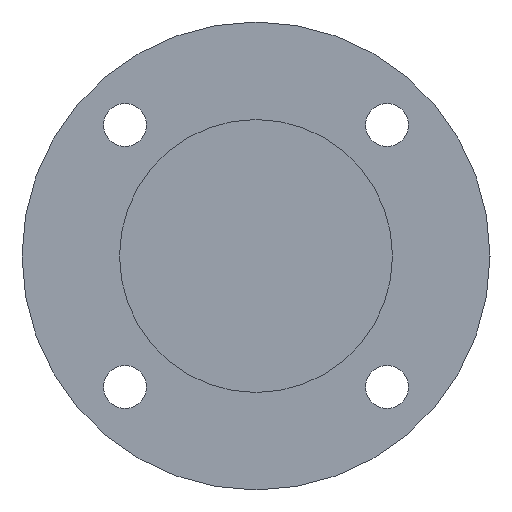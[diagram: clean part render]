
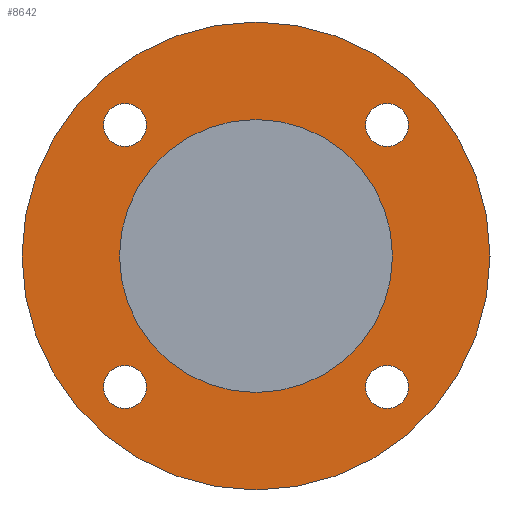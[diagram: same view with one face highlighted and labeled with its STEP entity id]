
A CAD part, left-side view. The second image highlights one B-rep face of the part: STEP entity #8642.
In plain terms, the highlighted planar face has unit normal (-1, 0, 0).
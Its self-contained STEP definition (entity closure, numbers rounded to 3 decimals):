
#88 = CIRCLE ( 'NONE', #8855, 5.5 ) ;
#192 = EDGE_LOOP ( 'NONE', ( #2505 ) ) ;
#249 = EDGE_LOOP ( 'NONE', ( #7579 ) ) ;
#277 = DIRECTION ( 'NONE',  ( 0., 0., 1. ) ) ;
#294 = AXIS2_PLACEMENT_3D ( 'NONE', #5571, #8324, #8366 ) ;
#334 = CARTESIAN_POINT ( 'NONE',  ( -30., 0., 35. ) ) ;
#463 = DIRECTION ( 'NONE',  ( 1., 0., 0. ) ) ;
#653 = CARTESIAN_POINT ( 'NONE',  ( -30., 33.588, 39.088 ) ) ;
#668 = CARTESIAN_POINT ( 'NONE',  ( -30., 33.588, 33.588 ) ) ;
#843 = DIRECTION ( 'NONE',  ( 0., 0., 1. ) ) ;
#848 = EDGE_LOOP ( 'NONE', ( #8787 ) ) ;
#903 = DIRECTION ( 'NONE',  ( 0., 0., 1. ) ) ;
#1057 = VERTEX_POINT ( 'NONE', #334 ) ;
#1203 = CARTESIAN_POINT ( 'NONE',  ( -30., 0., 60. ) ) ;
#1223 = CIRCLE ( 'NONE', #3774, 5.5 ) ;
#1545 = DIRECTION ( 'NONE',  ( 0., 0., 1. ) ) ;
#1571 = EDGE_CURVE ( 'NONE', #5003, #5003, #7777, .T. ) ;
#1591 = FACE_BOUND ( 'NONE', #2319, .T. ) ;
#1743 = EDGE_LOOP ( 'NONE', ( #2535 ) ) ;
#2225 = FACE_BOUND ( 'NONE', #4748, .T. ) ;
#2257 = DIRECTION ( 'NONE',  ( 1., 0., 0. ) ) ;
#2319 = EDGE_LOOP ( 'NONE', ( #4901 ) ) ;
#2505 = ORIENTED_EDGE ( 'NONE', *, *, #4160, .T. ) ;
#2535 = ORIENTED_EDGE ( 'NONE', *, *, #8381, .T. ) ;
#2547 = VERTEX_POINT ( 'NONE', #7980 ) ;
#2906 = VERTEX_POINT ( 'NONE', #653 ) ;
#3072 = CARTESIAN_POINT ( 'NONE',  ( -30., -33.588, -33.588 ) ) ;
#3169 = CARTESIAN_POINT ( 'NONE',  ( -30., -33.588, 33.588 ) ) ;
#3550 = DIRECTION ( 'NONE',  ( -1., 0., 0. ) ) ;
#3774 = AXIS2_PLACEMENT_3D ( 'NONE', #3169, #463, #4584 ) ;
#3848 = EDGE_CURVE ( 'NONE', #1057, #1057, #6177, .T. ) ;
#3898 = AXIS2_PLACEMENT_3D ( 'NONE', #8499, #2257, #903 ) ;
#3959 = ORIENTED_EDGE ( 'NONE', *, *, #1571, .T. ) ;
#4008 = AXIS2_PLACEMENT_3D ( 'NONE', #4939, #7729, #8331 ) ;
#4041 = VERTEX_POINT ( 'NONE', #4913 ) ;
#4050 = DIRECTION ( 'NONE',  ( 1., 0., 0. ) ) ;
#4160 = EDGE_CURVE ( 'NONE', #8712, #8712, #4446, .T. ) ;
#4205 = FACE_BOUND ( 'NONE', #848, .T. ) ;
#4306 = FACE_BOUND ( 'NONE', #1743, .T. ) ;
#4350 = AXIS2_PLACEMENT_3D ( 'NONE', #6980, #3550, #1545 ) ;
#4446 = CIRCLE ( 'NONE', #294, 60. ) ;
#4584 = DIRECTION ( 'NONE',  ( 0., 0., 1. ) ) ;
#4748 = EDGE_LOOP ( 'NONE', ( #3959 ) ) ;
#4901 = ORIENTED_EDGE ( 'NONE', *, *, #5445, .T. ) ;
#4913 = CARTESIAN_POINT ( 'NONE',  ( -30., -33.588, 39.088 ) ) ;
#4939 = CARTESIAN_POINT ( 'NONE',  ( -30., 0., 0. ) ) ;
#5003 = VERTEX_POINT ( 'NONE', #6495 ) ;
#5445 = EDGE_CURVE ( 'NONE', #2547, #2547, #5480, .T. ) ;
#5480 = CIRCLE ( 'NONE', #7073, 5.5 ) ;
#5571 = CARTESIAN_POINT ( 'NONE',  ( -30., 0., 0. ) ) ;
#6177 = CIRCLE ( 'NONE', #4008, 35. ) ;
#6427 = FACE_OUTER_BOUND ( 'NONE', #192, .T. ) ;
#6432 = DIRECTION ( 'NONE',  ( 1., 0., 0. ) ) ;
#6495 = CARTESIAN_POINT ( 'NONE',  ( -30., 33.588, -28.088 ) ) ;
#6980 = CARTESIAN_POINT ( 'NONE',  ( -30., 0., 60. ) ) ;
#7073 = AXIS2_PLACEMENT_3D ( 'NONE', #3072, #6432, #277 ) ;
#7579 = ORIENTED_EDGE ( 'NONE', *, *, #8169, .T. ) ;
#7729 = DIRECTION ( 'NONE',  ( -1., 0., 0. ) ) ;
#7734 = PLANE ( 'NONE',  #4350 ) ;
#7777 = CIRCLE ( 'NONE', #3898, 5.5 ) ;
#7822 = FACE_BOUND ( 'NONE', #249, .T. ) ;
#7980 = CARTESIAN_POINT ( 'NONE',  ( -30., -33.588, -28.088 ) ) ;
#8169 = EDGE_CURVE ( 'NONE', #2906, #2906, #88, .T. ) ;
#8324 = DIRECTION ( 'NONE',  ( -1., 0., 0. ) ) ;
#8331 = DIRECTION ( 'NONE',  ( 0., 0., 1. ) ) ;
#8366 = DIRECTION ( 'NONE',  ( 0., 0., 1. ) ) ;
#8381 = EDGE_CURVE ( 'NONE', #4041, #4041, #1223, .T. ) ;
#8499 = CARTESIAN_POINT ( 'NONE',  ( -30., 33.588, -33.588 ) ) ;
#8642 = ADVANCED_FACE ( 'NONE', ( #2225, #1591, #4306, #7822, #6427, #4205 ), #7734, .T. ) ;
#8712 = VERTEX_POINT ( 'NONE', #1203 ) ;
#8787 = ORIENTED_EDGE ( 'NONE', *, *, #3848, .F. ) ;
#8855 = AXIS2_PLACEMENT_3D ( 'NONE', #668, #4050, #843 ) ;
